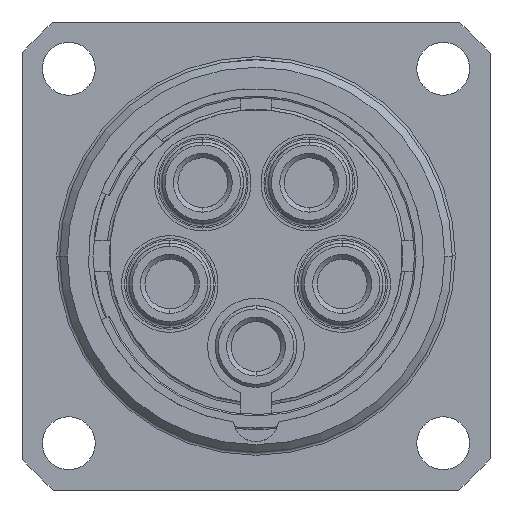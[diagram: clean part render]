
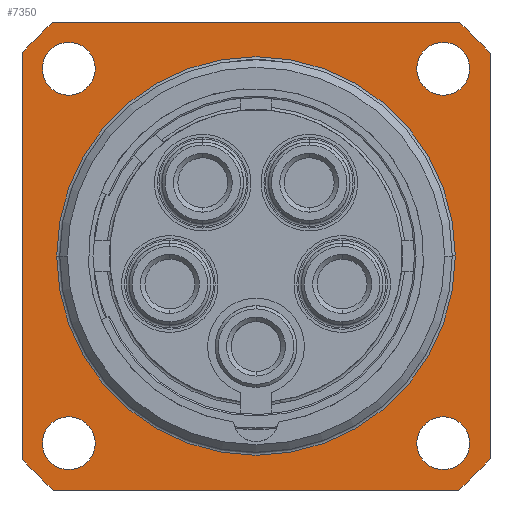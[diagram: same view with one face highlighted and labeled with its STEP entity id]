
A CAD part, left-side view. The second image highlights one B-rep face of the part: STEP entity #7350.
In plain terms, the highlighted planar face has unit normal (-1, 0, 0).
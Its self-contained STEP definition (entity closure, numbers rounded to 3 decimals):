
#64=CARTESIAN_POINT('',(10.8,0.,0.));
#65=DIRECTION('',(1.,0.,0.));
#66=DIRECTION('',(0.,1.,0.));
#67=AXIS2_PLACEMENT_3D('',#64,#65,#66);
#79=CARTESIAN_POINT('',(10.8,0.,0.));
#80=DIRECTION('',(1.,0.,0.));
#81=DIRECTION('',(0.,-1.,0.));
#82=AXIS2_PLACEMENT_3D('',#79,#80,#81);
#92=CARTESIAN_POINT('',(10.8,0.,0.));
#93=DIRECTION('',(-1.,0.,0.));
#94=DIRECTION('',(0.,0.756,-0.654));
#95=AXIS2_PLACEMENT_3D('',#92,#93,#94);
#97=DIRECTION('',(0.,0.,-1.));
#98=VECTOR('',#97,26.833);
#99=CARTESIAN_POINT('',(10.8,15.5,13.416));
#100=LINE('1139',#99,#98);
#101=CARTESIAN_POINT('',(10.8,0.,0.));
#102=DIRECTION('',(-1.,0.,0.));
#103=DIRECTION('',(0.,0.654,0.756));
#104=AXIS2_PLACEMENT_3D('',#101,#102,#103);
#106=DIRECTION('',(0.,1.,0.));
#107=VECTOR('',#106,26.833);
#108=CARTESIAN_POINT('',(10.8,-13.416,15.5));
#109=LINE('1138',#108,#107);
#110=CARTESIAN_POINT('',(10.8,0.,0.));
#111=DIRECTION('',(-1.,0.,0.));
#112=DIRECTION('',(0.,-0.756,0.654));
#113=AXIS2_PLACEMENT_3D('',#110,#111,#112);
#115=DIRECTION('',(0.,0.,1.));
#116=VECTOR('',#115,26.833);
#117=CARTESIAN_POINT('',(10.8,-15.5,-13.416));
#118=LINE('1137',#117,#116);
#119=CARTESIAN_POINT('',(10.8,0.,0.));
#120=DIRECTION('',(-1.,0.,0.));
#121=DIRECTION('',(0.,-0.654,-0.756));
#122=AXIS2_PLACEMENT_3D('',#119,#120,#121);
#124=DIRECTION('',(0.,-1.,0.));
#125=VECTOR('',#124,26.833);
#126=CARTESIAN_POINT('',(10.8,13.416,-15.5));
#127=LINE('1136',#126,#125);
#128=CARTESIAN_POINT('',(10.8,12.4,12.4));
#129=DIRECTION('',(1.,0.,0.));
#130=DIRECTION('',(0.,1.,0.));
#131=AXIS2_PLACEMENT_3D('',#128,#129,#130);
#133=CARTESIAN_POINT('',(10.8,12.4,12.4));
#134=DIRECTION('',(1.,0.,0.));
#135=DIRECTION('',(0.,-1.,0.));
#136=AXIS2_PLACEMENT_3D('',#133,#134,#135);
#138=CARTESIAN_POINT('',(10.8,-12.4,12.4));
#139=DIRECTION('',(1.,0.,0.));
#140=DIRECTION('',(0.,1.,0.));
#141=AXIS2_PLACEMENT_3D('',#138,#139,#140);
#143=CARTESIAN_POINT('',(10.8,-12.4,12.4));
#144=DIRECTION('',(1.,0.,0.));
#145=DIRECTION('',(0.,-1.,0.));
#146=AXIS2_PLACEMENT_3D('',#143,#144,#145);
#148=CARTESIAN_POINT('',(10.8,-12.4,-12.4));
#149=DIRECTION('',(1.,0.,0.));
#150=DIRECTION('',(0.,1.,0.));
#151=AXIS2_PLACEMENT_3D('',#148,#149,#150);
#153=CARTESIAN_POINT('',(10.8,-12.4,-12.4));
#154=DIRECTION('',(1.,0.,0.));
#155=DIRECTION('',(0.,-1.,0.));
#156=AXIS2_PLACEMENT_3D('',#153,#154,#155);
#158=CARTESIAN_POINT('',(10.8,12.4,-12.4));
#159=DIRECTION('',(1.,0.,0.));
#160=DIRECTION('',(0.,1.,0.));
#161=AXIS2_PLACEMENT_3D('',#158,#159,#160);
#163=CARTESIAN_POINT('',(10.8,12.4,-12.4));
#164=DIRECTION('',(1.,0.,0.));
#165=DIRECTION('',(0.,-1.,0.));
#166=AXIS2_PLACEMENT_3D('',#163,#164,#165);
#5919=CARTESIAN_POINT('',(10.8,13.416,-15.5));
#5920=CARTESIAN_POINT('',(10.8,-13.416,-15.5));
#5921=VERTEX_POINT('',#5919);
#5922=VERTEX_POINT('',#5920);
#5923=CARTESIAN_POINT('',(10.8,-15.5,-13.416));
#5924=CARTESIAN_POINT('',(10.8,-15.5,13.416));
#5925=VERTEX_POINT('',#5923);
#5926=VERTEX_POINT('',#5924);
#5927=CARTESIAN_POINT('',(10.8,-13.416,15.5));
#5928=CARTESIAN_POINT('',(10.8,13.416,15.5));
#5929=VERTEX_POINT('',#5927);
#5930=VERTEX_POINT('',#5928);
#5931=CARTESIAN_POINT('',(10.8,15.5,13.416));
#5932=CARTESIAN_POINT('',(10.8,15.5,-13.416));
#5933=VERTEX_POINT('',#5931);
#5934=VERTEX_POINT('',#5932);
#5951=CARTESIAN_POINT('',(10.8,14.15,12.4));
#5952=CARTESIAN_POINT('',(10.8,10.65,12.4));
#5953=VERTEX_POINT('',#5951);
#5954=VERTEX_POINT('',#5952);
#5955=CARTESIAN_POINT('',(10.8,-10.65,12.4));
#5956=CARTESIAN_POINT('',(10.8,-14.15,12.4));
#5957=VERTEX_POINT('',#5955);
#5958=VERTEX_POINT('',#5956);
#5959=CARTESIAN_POINT('',(10.8,-10.65,-12.4));
#5960=CARTESIAN_POINT('',(10.8,-14.15,-12.4));
#5961=VERTEX_POINT('',#5959);
#5962=VERTEX_POINT('',#5960);
#5963=CARTESIAN_POINT('',(10.8,14.15,-12.4));
#5964=CARTESIAN_POINT('',(10.8,10.65,-12.4));
#5965=VERTEX_POINT('',#5963);
#5966=VERTEX_POINT('',#5964);
#6019=CARTESIAN_POINT('',(10.8,-13.2,0.));
#6020=CARTESIAN_POINT('',(10.8,13.2,0.));
#6021=VERTEX_POINT('',#6019);
#6022=VERTEX_POINT('',#6020);
#7299=CARTESIAN_POINT('',(10.8,0.,0.));
#7300=DIRECTION('',(-1.,0.,0.));
#7301=DIRECTION('',(0.,0.,1.));
#7302=AXIS2_PLACEMENT_3D('',#7299,#7300,#7301);
#7303=PLANE('280',#7302);
#7305=ORIENTED_EDGE('1272',*,*,#7304,.F.);
#7307=ORIENTED_EDGE('1139',*,*,#7306,.F.);
#7309=ORIENTED_EDGE('1275',*,*,#7308,.F.);
#7311=ORIENTED_EDGE('1138',*,*,#7310,.F.);
#7313=ORIENTED_EDGE('1274',*,*,#7312,.F.);
#7315=ORIENTED_EDGE('1137',*,*,#7314,.F.);
#7317=ORIENTED_EDGE('1273',*,*,#7316,.F.);
#7319=ORIENTED_EDGE('1136',*,*,#7318,.F.);
#7320=EDGE_LOOP('280',(#7305,#7307,#7309,#7311,#7313,#7315,#7317,#7319));
#7321=FACE_OUTER_BOUND('280',#7320,.F.);
#7323=ORIENTED_EDGE('1148',*,*,#7322,.F.);
#7325=ORIENTED_EDGE('1149',*,*,#7324,.F.);
#7326=EDGE_LOOP('280',(#7323,#7325));
#7327=FACE_BOUND('280',#7326,.F.);
#7329=ORIENTED_EDGE('1150',*,*,#7328,.F.);
#7331=ORIENTED_EDGE('1151',*,*,#7330,.F.);
#7332=EDGE_LOOP('280',(#7329,#7331));
#7333=FACE_BOUND('280',#7332,.F.);
#7335=ORIENTED_EDGE('1152',*,*,#7334,.F.);
#7337=ORIENTED_EDGE('1153',*,*,#7336,.F.);
#7338=EDGE_LOOP('280',(#7335,#7337));
#7339=FACE_BOUND('280',#7338,.F.);
#7341=ORIENTED_EDGE('1154',*,*,#7340,.F.);
#7343=ORIENTED_EDGE('1155',*,*,#7342,.F.);
#7344=EDGE_LOOP('280',(#7341,#7343));
#7345=FACE_BOUND('280',#7344,.F.);
#7346=ORIENTED_EDGE('1199',*,*,#7267,.F.);
#7347=ORIENTED_EDGE('1201',*,*,#7245,.F.);
#7348=EDGE_LOOP('280',(#7346,#7347));
#7349=FACE_BOUND('280',#7348,.F.);
#68=CIRCLE('1201',#67,13.2);
#83=CIRCLE('1199',#82,13.2);
#96=CIRCLE('1272',#95,20.5);
#105=CIRCLE('1275',#104,20.5);
#114=CIRCLE('1274',#113,20.5);
#123=CIRCLE('1273',#122,20.5);
#132=CIRCLE('1148',#131,1.75);
#137=CIRCLE('1149',#136,1.75);
#142=CIRCLE('1150',#141,1.75);
#147=CIRCLE('1151',#146,1.75);
#152=CIRCLE('1152',#151,1.75);
#157=CIRCLE('1153',#156,1.75);
#162=CIRCLE('1154',#161,1.75);
#167=CIRCLE('1155',#166,1.75);
#7245=EDGE_CURVE('1201',#6022,#6021,#68,.T.);
#7267=EDGE_CURVE('1199',#6021,#6022,#83,.T.);
#7304=EDGE_CURVE('1272',#5934,#5921,#96,.T.);
#7306=EDGE_CURVE('1139',#5933,#5934,#100,.T.);
#7308=EDGE_CURVE('1275',#5930,#5933,#105,.T.);
#7310=EDGE_CURVE('1138',#5929,#5930,#109,.T.);
#7312=EDGE_CURVE('1274',#5926,#5929,#114,.T.);
#7314=EDGE_CURVE('1137',#5925,#5926,#118,.T.);
#7316=EDGE_CURVE('1273',#5922,#5925,#123,.T.);
#7318=EDGE_CURVE('1136',#5921,#5922,#127,.T.);
#7322=EDGE_CURVE('1148',#5953,#5954,#132,.T.);
#7324=EDGE_CURVE('1149',#5954,#5953,#137,.T.);
#7328=EDGE_CURVE('1150',#5957,#5958,#142,.T.);
#7330=EDGE_CURVE('1151',#5958,#5957,#147,.T.);
#7334=EDGE_CURVE('1152',#5961,#5962,#152,.T.);
#7336=EDGE_CURVE('1153',#5962,#5961,#157,.T.);
#7340=EDGE_CURVE('1154',#5965,#5966,#162,.T.);
#7342=EDGE_CURVE('1155',#5966,#5965,#167,.T.);
#7350=ADVANCED_FACE('280',(#7321,#7327,#7333,#7339,#7345,#7349),#7303,.T.);
